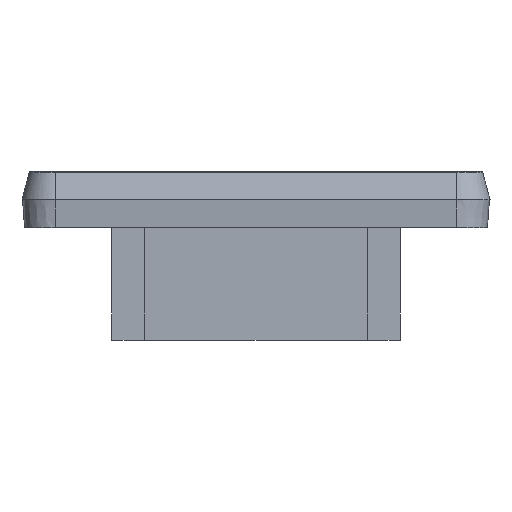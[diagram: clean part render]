
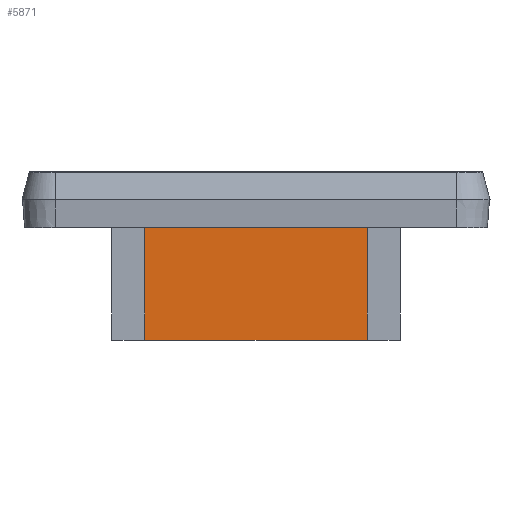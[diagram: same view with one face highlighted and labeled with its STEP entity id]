
A CAD part, front view. The second image highlights one B-rep face of the part: STEP entity #5871.
In plain terms, the highlighted planar face has unit normal (0, -1, 0).
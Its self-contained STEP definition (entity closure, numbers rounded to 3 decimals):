
#122 = DIRECTION ( 'NONE',  ( 0., -1., 0. ) ) ;
#235 = B_SPLINE_CURVE_WITH_KNOTS ( 'NONE', 3,
 ( #8039, #2109, #1415, #4001 ),
 .UNSPECIFIED., .F., .F.,
 ( 4, 4 ),
 ( 0., 1. ),
 .UNSPECIFIED. ) ;
#283 = EDGE_CURVE ( 'NONE', #3585, #4731, #6751, .T. ) ;
#792 = CARTESIAN_POINT ( 'NONE',  ( -20., -20., 0. ) ) ;
#886 = AXIS2_PLACEMENT_3D ( 'NONE', #6685, #122, #2235 ) ;
#913 = VERTEX_POINT ( 'NONE', #7444 ) ;
#1128 = ORIENTED_EDGE ( 'NONE', *, *, #6127, .T. ) ;
#1226 = ORIENTED_EDGE ( 'NONE', *, *, #283, .T. ) ;
#1351 = CARTESIAN_POINT ( 'NONE',  ( 6.667, -20., 0. ) ) ;
#1397 = CARTESIAN_POINT ( 'NONE',  ( -20., -20., -6.733 ) ) ;
#1415 = CARTESIAN_POINT ( 'NONE',  ( 20., -20., -6.733 ) ) ;
#2083 = VERTEX_POINT ( 'NONE', #5493 ) ;
#2098 = CARTESIAN_POINT ( 'NONE',  ( -20., -20., 0. ) ) ;
#2109 = CARTESIAN_POINT ( 'NONE',  ( 20., -20., -13.467 ) ) ;
#2235 = DIRECTION ( 'NONE',  ( 0., 0., -1. ) ) ;
#2693 = CARTESIAN_POINT ( 'NONE',  ( -20., -20., 0. ) ) ;
#2868 = B_SPLINE_CURVE_WITH_KNOTS ( 'NONE', 3,
 ( #5636, #4987, #3651, #3003 ),
 .UNSPECIFIED., .F., .F.,
 ( 4, 4 ),
 ( 0., 1. ),
 .UNSPECIFIED. ) ;
#3003 = CARTESIAN_POINT ( 'NONE',  ( 20., -20., -20.2 ) ) ;
#3214 = EDGE_CURVE ( 'NONE', #913, #2083, #235, .T. ) ;
#3374 = CARTESIAN_POINT ( 'NONE',  ( 20., -20., 0. ) ) ;
#3585 = VERTEX_POINT ( 'NONE', #2098 ) ;
#3651 = CARTESIAN_POINT ( 'NONE',  ( 6.667, -20., -20.2 ) ) ;
#3946 = CARTESIAN_POINT ( 'NONE',  ( -20., -20., -13.467 ) ) ;
#4001 = CARTESIAN_POINT ( 'NONE',  ( 20., -20., 0. ) ) ;
#4731 = VERTEX_POINT ( 'NONE', #5456 ) ;
#4987 = CARTESIAN_POINT ( 'NONE',  ( -6.667, -20., -20.2 ) ) ;
#5456 = CARTESIAN_POINT ( 'NONE',  ( -20., -20., -20.2 ) ) ;
#5461 = PLANE ( 'NONE',  #886 ) ;
#5493 = CARTESIAN_POINT ( 'NONE',  ( 20., -20., 0. ) ) ;
#5636 = CARTESIAN_POINT ( 'NONE',  ( -20., -20., -20.2 ) ) ;
#5871 = ADVANCED_FACE ( 'NONE', ( #8169 ), #5461, .T. ) ;
#6009 = CARTESIAN_POINT ( 'NONE',  ( -6.667, -20., 0. ) ) ;
#6127 = EDGE_CURVE ( 'NONE', #4731, #913, #2868, .T. ) ;
#6285 = B_SPLINE_CURVE_WITH_KNOTS ( 'NONE', 3,
 ( #3374, #1351, #6009, #792 ),
 .UNSPECIFIED., .F., .F.,
 ( 4, 4 ),
 ( 0., 1. ),
 .UNSPECIFIED. ) ;
#6585 = CARTESIAN_POINT ( 'NONE',  ( -20., -20., -20.2 ) ) ;
#6682 = ORIENTED_EDGE ( 'NONE', *, *, #6767, .T. ) ;
#6685 = CARTESIAN_POINT ( 'NONE',  ( 20., -20., 0. ) ) ;
#6751 = B_SPLINE_CURVE_WITH_KNOTS ( 'NONE', 3,
 ( #2693, #1397, #3946, #6585 ),
 .UNSPECIFIED., .F., .F.,
 ( 4, 4 ),
 ( 0., 1. ),
 .UNSPECIFIED. ) ;
#6767 = EDGE_CURVE ( 'NONE', #2083, #3585, #6285, .T. ) ;
#7142 = EDGE_LOOP ( 'NONE', ( #1128, #8053, #6682, #1226 ) ) ;
#7444 = CARTESIAN_POINT ( 'NONE',  ( 20., -20., -20.2 ) ) ;
#8039 = CARTESIAN_POINT ( 'NONE',  ( 20., -20., -20.2 ) ) ;
#8053 = ORIENTED_EDGE ( 'NONE', *, *, #3214, .T. ) ;
#8169 = FACE_OUTER_BOUND ( 'NONE', #7142, .T. ) ;
